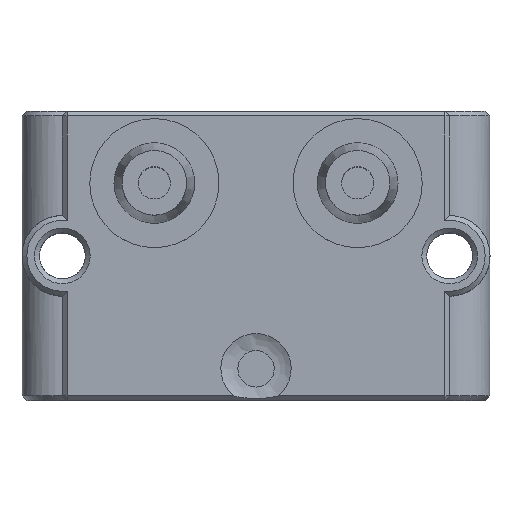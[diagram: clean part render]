
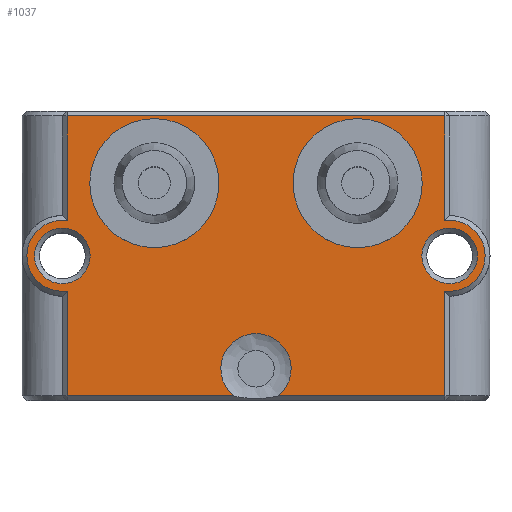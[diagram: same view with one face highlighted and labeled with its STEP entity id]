
A CAD part, top view. The second image highlights one B-rep face of the part: STEP entity #1037.
In plain terms, the highlighted planar face has unit normal (0, 0, 1).
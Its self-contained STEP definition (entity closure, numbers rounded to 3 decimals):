
#1037=ADVANCED_FACE('NONE',(#2557,#2558,#2559,#2560,#2561),#2562,.F.);
#2557=FACE_BOUND('',#5440,.T.);
#2558=FACE_BOUND('',#5441,.T.);
#2559=FACE_OUTER_BOUND('',#5442,.T.);
#2560=FACE_BOUND('',#5443,.T.);
#2561=FACE_BOUND('',#5444,.T.);
#2562=PLANE('',#5445);
#5440=EDGE_LOOP('',(#9843));
#5441=EDGE_LOOP('',(#9844));
#5442=EDGE_LOOP('',(#9845,#9846,#9847,#9848,#9849,#9850,#9851,#9852,#9853,#9854));
#5443=EDGE_LOOP('',(#9855));
#5444=EDGE_LOOP('',(#9856));
#5445=AXIS2_PLACEMENT_3D('',#9857,#9858,#9859);
#9843=ORIENTED_EDGE('',*,*,#14073,.F.);
#9844=ORIENTED_EDGE('',*,*,#14662,.F.);
#9845=ORIENTED_EDGE('',*,*,#14663,.T.);
#9846=ORIENTED_EDGE('',*,*,#14664,.T.);
#9847=ORIENTED_EDGE('',*,*,#14665,.T.);
#9848=ORIENTED_EDGE('',*,*,#14666,.T.);
#9849=ORIENTED_EDGE('',*,*,#13979,.T.);
#9850=ORIENTED_EDGE('',*,*,#13984,.F.);
#9851=ORIENTED_EDGE('',*,*,#13977,.T.);
#9852=ORIENTED_EDGE('',*,*,#14667,.T.);
#9853=ORIENTED_EDGE('',*,*,#14668,.T.);
#9854=ORIENTED_EDGE('',*,*,#14669,.T.);
#9855=ORIENTED_EDGE('',*,*,#14670,.T.);
#9856=ORIENTED_EDGE('',*,*,#14671,.T.);
#9857=CARTESIAN_POINT('',(35.349,20.098,11.85));
#9858=DIRECTION('',(0.0,0.0,-1.0));
#9859=DIRECTION('',(1.0,0.0,0.0));
#13977=EDGE_CURVE('NONE',#16445,#16446,#16447,.T.);
#13979=EDGE_CURVE('NONE',#16450,#16448,#16451,.T.);
#13984=EDGE_CURVE('NONE',#16445,#16448,#16458,.T.);
#14073=EDGE_CURVE('',#16605,#16605,#16606,.F.);
#14662=EDGE_CURVE('',#17557,#17557,#17558,.F.);
#14663=EDGE_CURVE('NONE',#17559,#15900,#17560,.T.);
#14664=EDGE_CURVE('NONE',#15900,#17561,#17562,.T.);
#14665=EDGE_CURVE('NONE',#17561,#17563,#17564,.T.);
#14666=EDGE_CURVE('NONE',#17563,#16450,#17565,.T.);
#14667=EDGE_CURVE('NONE',#16446,#17566,#17567,.T.);
#14668=EDGE_CURVE('NONE',#17566,#17568,#17569,.T.);
#14669=EDGE_CURVE('NONE',#17568,#17559,#17570,.T.);
#14670=EDGE_CURVE('NONE',#17571,#17571,#17572,.T.);
#14671=EDGE_CURVE('NONE',#17573,#17573,#17574,.T.);
#15900=VERTEX_POINT('NONE',#19155);
#16445=VERTEX_POINT('NONE',#20313);
#16446=VERTEX_POINT('NONE',#20314);
#16447=LINE('',#20315,#20316);
#16448=VERTEX_POINT('NONE',#20317);
#16450=VERTEX_POINT('NONE',#20328);
#16451=LINE('',#20329,#20330);
#16458=CIRCLE('',#20340,2.18);
#16605=VERTEX_POINT('',#20750);
#16606=CIRCLE('',#20751,2.0);
#17557=VERTEX_POINT('',#23305);
#17558=CIRCLE('',#23306,2.0);
#17559=VERTEX_POINT('NONE',#23307);
#17560=LINE('',#23308,#23309);
#17561=VERTEX_POINT('NONE',#23310);
#17562=LINE('',#23311,#23312);
#17563=VERTEX_POINT('NONE',#23313);
#17564=CIRCLE('',#23314,2.2);
#17565=LINE('',#23315,#23316);
#17566=VERTEX_POINT('NONE',#23317);
#17567=LINE('',#23318,#23319);
#17568=VERTEX_POINT('NONE',#23320);
#17569=CIRCLE('',#23321,2.2);
#17570=LINE('',#23322,#23323);
#17571=VERTEX_POINT('',#23324);
#17572=CIRCLE('',#23325,1.725);
#17573=VERTEX_POINT('',#23326);
#17574=CIRCLE('',#23327,1.725);
#19155=CARTESIAN_POINT('',(35.649,28.773,11.85));
#20313=CARTESIAN_POINT('',(48.745,11.423,11.85));
#20314=CARTESIAN_POINT('',(59.049,11.423,11.85));
#20315=CARTESIAN_POINT('',(35.349,11.423,11.85));
#20316=VECTOR('',#26810,1.0);
#20317=CARTESIAN_POINT('',(45.954,11.423,11.85));
#20328=CARTESIAN_POINT('',(35.649,11.423,11.85));
#20329=CARTESIAN_POINT('',(35.349,11.423,11.85));
#20330=VECTOR('',#26811,1.0);
#20340=AXIS2_PLACEMENT_3D('',#26815,#26816,#26817);
#20750=CARTESIAN_POINT('',(41.049,26.598,11.85));
#20751=AXIS2_PLACEMENT_3D('',#26890,#26891,#26892);
#23305=CARTESIAN_POINT('',(53.649,26.598,11.85));
#23306=AXIS2_PLACEMENT_3D('',#27382,#27383,#27384);
#23307=CARTESIAN_POINT('',(59.049,28.773,11.85));
#23308=CARTESIAN_POINT('',(35.349,28.773,11.85));
#23309=VECTOR('',#27385,1.0);
#23310=CARTESIAN_POINT('',(35.649,22.277,11.85));
#23311=CARTESIAN_POINT('',(35.649,20.098,11.85));
#23312=VECTOR('',#27386,1.0);
#23313=CARTESIAN_POINT('',(35.649,17.918,11.85));
#23314=AXIS2_PLACEMENT_3D('',#27387,#27388,#27389);
#23315=CARTESIAN_POINT('',(35.649,20.098,11.85));
#23316=VECTOR('',#27390,1.0);
#23317=CARTESIAN_POINT('',(59.049,17.918,11.85));
#23318=CARTESIAN_POINT('',(59.049,20.098,11.85));
#23319=VECTOR('',#27391,1.0);
#23320=CARTESIAN_POINT('',(59.049,22.277,11.85));
#23321=AXIS2_PLACEMENT_3D('',#27392,#27393,#27394);
#23322=CARTESIAN_POINT('',(59.049,20.098,11.85));
#23323=VECTOR('',#27395,1.0);
#23324=CARTESIAN_POINT('',(59.349,21.823,11.85));
#23325=AXIS2_PLACEMENT_3D('',#27396,#27397,#27398);
#23326=CARTESIAN_POINT('',(35.349,21.823,11.85));
#23327=AXIS2_PLACEMENT_3D('',#27399,#27400,#27401);
#26810=DIRECTION('',(1.0,0.,0.0));
#26811=DIRECTION('',(1.0,0.,0.0));
#26815=CARTESIAN_POINT('',(47.349,13.098,11.85));
#26816=DIRECTION('',(0.0,0.0,1.0));
#26817=DIRECTION('',(0.0,-1.0,0.0));
#26890=CARTESIAN_POINT('',(41.049,24.598,11.85));
#26891=DIRECTION('',(0.0,0.0,-1.0));
#26892=DIRECTION('',(0.0,1.0,0.0));
#27382=CARTESIAN_POINT('',(53.649,24.598,11.85));
#27383=DIRECTION('',(0.0,0.0,-1.0));
#27384=DIRECTION('',(0.0,1.0,0.0));
#27385=DIRECTION('',(-1.0,0.,0.0));
#27386=DIRECTION('',(0.,-1.0,0.0));
#27387=CARTESIAN_POINT('',(35.349,20.098,11.85));
#27388=DIRECTION('',(0.0,-0.0,1.0));
#27389=DIRECTION('',(0.0,1.0,0.0));
#27390=DIRECTION('',(0.,-1.0,0.0));
#27391=DIRECTION('',(0.,1.0,0.0));
#27392=CARTESIAN_POINT('',(59.349,20.098,11.85));
#27393=DIRECTION('',(0.0,-0.0,1.0));
#27394=DIRECTION('',(0.0,1.0,0.0));
#27395=DIRECTION('',(0.,1.0,0.0));
#27396=CARTESIAN_POINT('',(59.349,20.098,11.85));
#27397=DIRECTION('',(0.0,0.0,-1.0));
#27398=DIRECTION('',(0.0,1.0,0.0));
#27399=CARTESIAN_POINT('',(35.349,20.098,11.85));
#27400=DIRECTION('',(0.0,0.0,-1.0));
#27401=DIRECTION('',(0.0,1.0,0.0));
